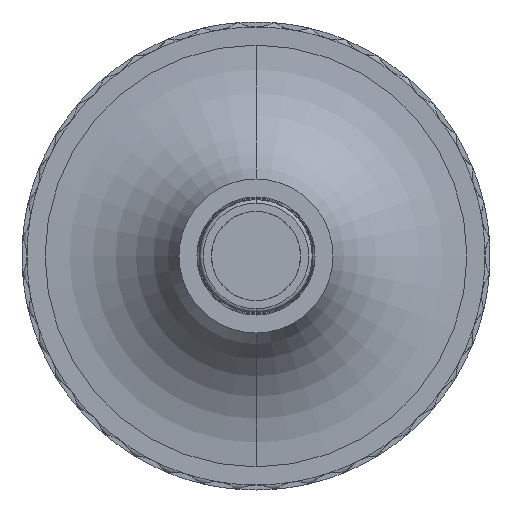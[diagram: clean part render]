
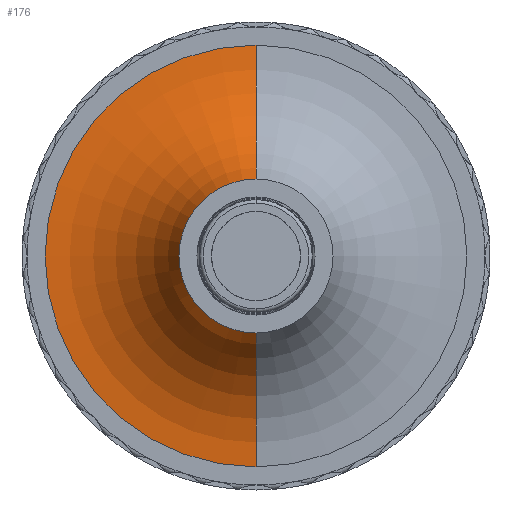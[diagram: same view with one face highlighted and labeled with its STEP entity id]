
A CAD part, front view. The second image highlights one B-rep face of the part: STEP entity #176.
In plain terms, the highlighted toroidal (fillet/blend) face has major radius 14.65 mm and minor radius 10.014 mm.
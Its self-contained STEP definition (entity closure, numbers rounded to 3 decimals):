
#23 = CARTESIAN_POINT ( 'NONE',  ( 0., -17.35, -14.65 ) ) ;
#166 = CARTESIAN_POINT ( 'NONE',  ( 0., -17.35, 14.65 ) ) ;
#176 = ADVANCED_FACE ( 'NONE', ( #6943 ), #8566, .F. ) ;
#510 = VERTEX_POINT ( 'NONE', #530 ) ;
#530 = CARTESIAN_POINT ( 'NONE',  ( 0., -23.65, -5.35 ) ) ;
#898 = CIRCLE ( 'NONE', #4833, 10.014 ) ;
#979 = VERTEX_POINT ( 'NONE', #1416 ) ;
#1008 = DIRECTION ( 'NONE',  ( 0., -1., 0. ) ) ;
#1416 = CARTESIAN_POINT ( 'NONE',  ( 0., -23.65, 5.35 ) ) ;
#2184 = EDGE_CURVE ( 'NONE', #979, #510, #5230, .T. ) ;
#3158 = ORIENTED_EDGE ( 'NONE', *, *, #6105, .T. ) ;
#4235 = CARTESIAN_POINT ( 'NONE',  ( 0., -27.364, 14.65 ) ) ;
#4374 = ORIENTED_EDGE ( 'NONE', *, *, #8724, .T. ) ;
#4833 = AXIS2_PLACEMENT_3D ( 'NONE', #15863, #12120, #13286 ) ;
#5230 = CIRCLE ( 'NONE', #9694, 5.35 ) ;
#6105 = EDGE_CURVE ( 'NONE', #979, #13382, #16963, .T. ) ;
#6255 = CARTESIAN_POINT ( 'NONE',  ( 0., -23.65, 0. ) ) ;
#6311 = DIRECTION ( 'NONE',  ( 0., -1., 0. ) ) ;
#6689 = EDGE_CURVE ( 'NONE', #510, #8146, #898, .T. ) ;
#6766 = DIRECTION ( 'NONE',  ( 0., 0., -1. ) ) ;
#6872 = DIRECTION ( 'NONE',  ( 0., -1., 0. ) ) ;
#6943 = FACE_OUTER_BOUND ( 'NONE', #17094, .T. ) ;
#8146 = VERTEX_POINT ( 'NONE', #23 ) ;
#8566 = TOROIDAL_SURFACE ( 'NONE', #13318, 14.65, 10.014 ) ;
#8589 = AXIS2_PLACEMENT_3D ( 'NONE', #10730, #6872, #6766 ) ;
#8724 = EDGE_CURVE ( 'NONE', #13382, #8146, #17095, .T. ) ;
#8876 = CARTESIAN_POINT ( 'NONE',  ( 0., -27.364, 0. ) ) ;
#9694 = AXIS2_PLACEMENT_3D ( 'NONE', #6255, #6311, #15490 ) ;
#10730 = CARTESIAN_POINT ( 'NONE',  ( 0., -17.35, 0. ) ) ;
#11735 = DIRECTION ( 'NONE',  ( 0., 0., -1. ) ) ;
#12120 = DIRECTION ( 'NONE',  ( -1., 0., 0. ) ) ;
#13286 = DIRECTION ( 'NONE',  ( 0., 0., 1. ) ) ;
#13318 = AXIS2_PLACEMENT_3D ( 'NONE', #8876, #1008, #15437 ) ;
#13382 = VERTEX_POINT ( 'NONE', #166 ) ;
#13425 = ORIENTED_EDGE ( 'NONE', *, *, #2184, .F. ) ;
#13455 = DIRECTION ( 'NONE',  ( 1., 0., 0. ) ) ;
#15437 = DIRECTION ( 'NONE',  ( 0., 0., -1. ) ) ;
#15490 = DIRECTION ( 'NONE',  ( 0., 0., -1. ) ) ;
#15863 = CARTESIAN_POINT ( 'NONE',  ( 0., -27.364, -14.65 ) ) ;
#16715 = AXIS2_PLACEMENT_3D ( 'NONE', #4235, #13455, #11735 ) ;
#16768 = ORIENTED_EDGE ( 'NONE', *, *, #6689, .F. ) ;
#16963 = CIRCLE ( 'NONE', #16715, 10.014 ) ;
#17094 = EDGE_LOOP ( 'NONE', ( #13425, #3158, #4374, #16768 ) ) ;
#17095 = CIRCLE ( 'NONE', #8589, 14.65 ) ;
